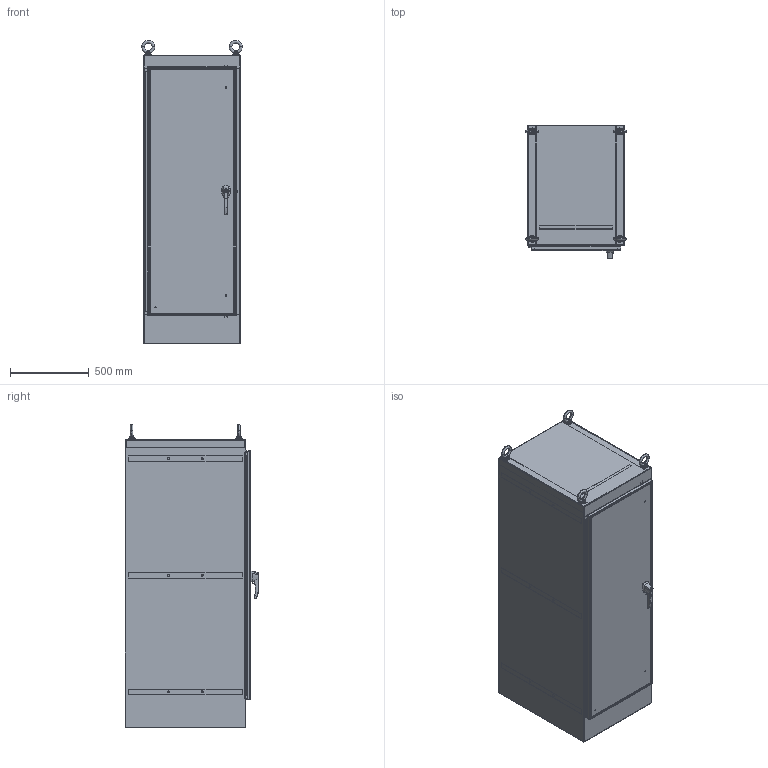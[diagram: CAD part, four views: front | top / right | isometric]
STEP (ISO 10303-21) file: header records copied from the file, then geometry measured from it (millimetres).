
FILE_DESCRIPTION (( 'STEP AP203' ), '1' );
FILE_NAME ('1418W30_Default.step', '2019-11-02T22:23:01', ( '' ), ( '' ), 'SwSTEP 2.0', 'SolidWorks 2019', '' );
FILE_SCHEMA (( 'CONFIG_CONTROL_DESIGN' ));
Products named in the file (1): 1418W30_Default
Bounding box: 638.01 x 847.39 x 1923.11 mm (x, y, z)
Volume: 17524422.3 mm3; surface area: 14422578.4 mm2
Topology: 61 solids, 62 shells, 1880 faces, 4950 edges, 3190 vertices
Faces by surface type: cylinder 842, plane 813, bspline 103, cone 90, torus 32
Entity records: 76963 total; most frequent: CARTESIAN_POINT 30001, ORIENTED_EDGE 9856, DIRECTION 9819, EDGE_CURVE 4928, AXIS2_PLACEMENT_3D 3587, VERTEX_POINT 3190, LINE 2645, VECTOR 2645
